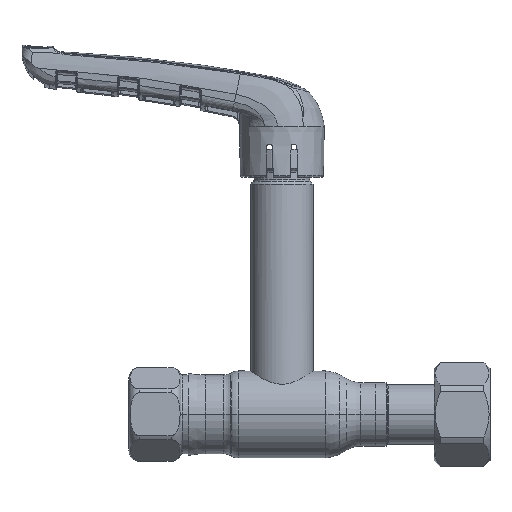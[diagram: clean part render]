
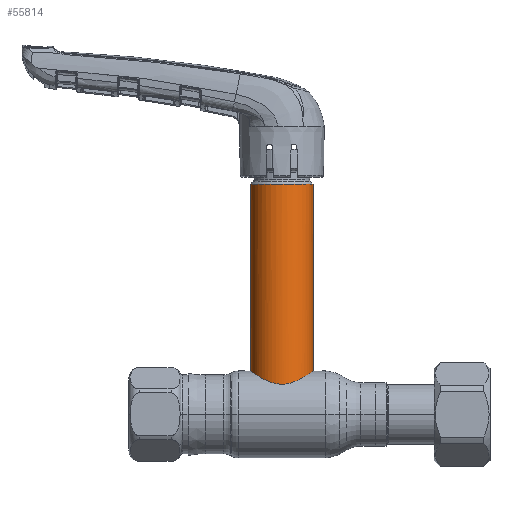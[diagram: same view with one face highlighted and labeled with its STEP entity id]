
A CAD part, top view. The second image highlights one B-rep face of the part: STEP entity #55814.
In plain terms, the highlighted cylindrical face has radius 9 mm (diameter 18 mm), a partial arc.
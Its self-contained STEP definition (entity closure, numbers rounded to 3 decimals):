
#2127 = VERTEX_POINT ( 'NONE', #37064 ) ;
#2350 = VERTEX_POINT ( 'NONE', #30074 ) ;
#2946 = CARTESIAN_POINT ( 'NONE',  ( 1.536, 8.805, 8.873 ) ) ;
#3253 = B_SPLINE_CURVE_WITH_KNOTS ( 'NONE', 3,
 ( #5123, #35897, #36376, #58125, #14793, #68618, #57643, #30690, #9315, #52466, #25202, #63136, #63376, #14558, #57175, #30924, #57889, #3639, #25455, #41821, #24740, #47282, #51755, #25691, #29989, #67929, #35419, #30446, #2946, #62646, #40892, #8381, #30217, #68154, #35659, #41123, #8612, #46572, #14083, #57405, #24965, #62888, #5035, #9993, #37055, #4344, #42512, #47725, #47954, #52927 ),
 .UNSPECIFIED., .F., .F.,
 ( 4, 2, 2, 2, 2, 2, 2, 2, 2, 2, 2, 2, 2, 2, 2, 2, 2, 2, 2, 2, 2, 2, 2, 2, 4 ),
 ( 0.029, 0.03, 0.031, 0.033, 0.034, 0.035, 0.036, 0.037, 0.038, 0.04, 0.041, 0.042, 0.044, 0.045, 0.046, 0.047, 0.048, 0.049, 0.049, 0.051, 0.053, 0.055, 0.056, 0.057, 0.059 ),
 .UNSPECIFIED. ) ;
#3639 = CARTESIAN_POINT ( 'NONE',  ( -4.549, 9.786, 7.787 ) ) ;
#4296 = DIRECTION ( 'NONE',  ( 0., -1., 0. ) ) ;
#4344 = CARTESIAN_POINT ( 'NONE',  ( 8.677, 12.269, 2.409 ) ) ;
#5035 = CARTESIAN_POINT ( 'NONE',  ( 8.041, 11.827, 4.085 ) ) ;
#5123 = CARTESIAN_POINT ( 'NONE',  ( -9., 12.5, 0. ) ) ;
#7900 = DIRECTION ( 'NONE',  ( 1., 0., 0. ) ) ;
#8381 = CARTESIAN_POINT ( 'NONE',  ( 2.986, 9.17, 8.495 ) ) ;
#8612 = CARTESIAN_POINT ( 'NONE',  ( 4.799, 9.911, 7.619 ) ) ;
#9315 = CARTESIAN_POINT ( 'NONE',  ( -8.026, 11.817, 4.084 ) ) ;
#9993 = CARTESIAN_POINT ( 'NONE',  ( 8.39, 12.068, 3.27 ) ) ;
#12457 = EDGE_CURVE ( 'NONE', #2127, #2350, #34317, .T. ) ;
#14083 = CARTESIAN_POINT ( 'NONE',  ( 5.942, 10.51, 6.783 ) ) ;
#14558 = CARTESIAN_POINT ( 'NONE',  ( -6.725, 10.975, 5.988 ) ) ;
#14793 = CARTESIAN_POINT ( 'NONE',  ( -8.875, 12.41, 1.525 ) ) ;
#18162 = VECTOR ( 'NONE', #4296, 1000. ) ;
#18372 = CARTESIAN_POINT ( 'NONE',  ( 9., 12.5, 0. ) ) ;
#20419 = CARTESIAN_POINT ( 'NONE',  ( -9., 0., 0. ) ) ;
#21406 = CARTESIAN_POINT ( 'NONE',  ( 0., 0., 0. ) ) ;
#22383 = ORIENTED_EDGE ( 'NONE', *, *, #55746, .T. ) ;
#22866 = CARTESIAN_POINT ( 'NONE',  ( 9., 66.219, 0. ) ) ;
#23313 = CARTESIAN_POINT ( 'NONE',  ( 0., 66.219, 0. ) ) ;
#24078 = EDGE_LOOP ( 'NONE', ( #51189, #67439, #22383, #24365 ) ) ;
#24365 = ORIENTED_EDGE ( 'NONE', *, *, #29734, .F. ) ;
#24740 = CARTESIAN_POINT ( 'NONE',  ( -2.965, 9.163, 8.503 ) ) ;
#24965 = CARTESIAN_POINT ( 'NONE',  ( 7.116, 11.218, 5.539 ) ) ;
#25202 = CARTESIAN_POINT ( 'NONE',  ( -7.591, 11.526, 4.844 ) ) ;
#25455 = CARTESIAN_POINT ( 'NONE',  ( -4.039, 9.556, 8.063 ) ) ;
#25691 = CARTESIAN_POINT ( 'NONE',  ( -1.217, 8.74, 8.938 ) ) ;
#26393 = DIRECTION ( 'NONE',  ( 1., 0., 0. ) ) ;
#29734 = EDGE_CURVE ( 'NONE', #62403, #49149, #55762, .T. ) ;
#29989 = CARTESIAN_POINT ( 'NONE',  ( -0.61, 8.674, 9.001 ) ) ;
#30074 = CARTESIAN_POINT ( 'NONE',  ( -9., 12.5, 0. ) ) ;
#30217 = CARTESIAN_POINT ( 'NONE',  ( 3.26, 9.264, 8.394 ) ) ;
#30446 = CARTESIAN_POINT ( 'NONE',  ( 1.237, 8.757, 8.92 ) ) ;
#30667 = EDGE_CURVE ( 'NONE', #62403, #2127, #49651, .T. ) ;
#30690 = CARTESIAN_POINT ( 'NONE',  ( -8.156, 11.907, 3.816 ) ) ;
#30924 = CARTESIAN_POINT ( 'NONE',  ( -5.926, 10.5, 6.798 ) ) ;
#32879 = VECTOR ( 'NONE', #36787, 1000. ) ;
#34246 = DIRECTION ( 'NONE',  ( 0., -1., 0. ) ) ;
#34317 = LINE ( 'NONE', #20419, #18162 ) ;
#35419 = CARTESIAN_POINT ( 'NONE',  ( 0.629, 8.692, 8.983 ) ) ;
#35659 = CARTESIAN_POINT ( 'NONE',  ( 4.05, 9.571, 8.042 ) ) ;
#35821 = AXIS2_PLACEMENT_3D ( 'NONE', #21406, #58355, #26393 ) ;
#35897 = CARTESIAN_POINT ( 'NONE',  ( -9., 12.5, 0.306 ) ) ;
#36376 = CARTESIAN_POINT ( 'NONE',  ( -8.984, 12.489, 0.611 ) ) ;
#36787 = DIRECTION ( 'NONE',  ( 0., -1., 0. ) ) ;
#37055 = CARTESIAN_POINT ( 'NONE',  ( 8.495, 12.142, 2.987 ) ) ;
#37064 = CARTESIAN_POINT ( 'NONE',  ( -9., 66.219, 0. ) ) ;
#40892 = CARTESIAN_POINT ( 'NONE',  ( 2.421, 9.002, 8.673 ) ) ;
#41123 = CARTESIAN_POINT ( 'NONE',  ( 4.553, 9.794, 7.769 ) ) ;
#41821 = CARTESIAN_POINT ( 'NONE',  ( -3.239, 9.256, 8.402 ) ) ;
#42050 = CYLINDRICAL_SURFACE ( 'NONE', #35821, 9. ) ;
#42237 = CARTESIAN_POINT ( 'NONE',  ( 9., 0., 0. ) ) ;
#42512 = CARTESIAN_POINT ( 'NONE',  ( 8.753, 12.323, 2.117 ) ) ;
#45448 = FACE_OUTER_BOUND ( 'NONE', #24078, .T. ) ;
#46572 = CARTESIAN_POINT ( 'NONE',  ( 5.507, 10.267, 7.141 ) ) ;
#47282 = CARTESIAN_POINT ( 'NONE',  ( -2.401, 8.997, 8.679 ) ) ;
#47725 = CARTESIAN_POINT ( 'NONE',  ( 8.936, 12.454, 1.229 ) ) ;
#47954 = CARTESIAN_POINT ( 'NONE',  ( 9., 12.5, 0.62 ) ) ;
#49149 = VERTEX_POINT ( 'NONE', #18372 ) ;
#49651 = CIRCLE ( 'NONE', #61968, 9. ) ;
#51189 = ORIENTED_EDGE ( 'NONE', *, *, #30667, .T. ) ;
#51755 = CARTESIAN_POINT ( 'NONE',  ( -2.108, 8.922, 8.755 ) ) ;
#52466 = CARTESIAN_POINT ( 'NONE',  ( -7.743, 11.627, 4.597 ) ) ;
#52927 = CARTESIAN_POINT ( 'NONE',  ( 9., 12.5, 0. ) ) ;
#55746 = EDGE_CURVE ( 'NONE', #2350, #49149, #3253, .T. ) ;
#55762 = LINE ( 'NONE', #42237, #32879 ) ;
#55814 = ADVANCED_FACE ( 'NONE', ( #45448 ), #42050, .T. ) ;
#57175 = CARTESIAN_POINT ( 'NONE',  ( -6.531, 10.857, 6.199 ) ) ;
#57405 = CARTESIAN_POINT ( 'NONE',  ( 6.746, 10.984, 5.984 ) ) ;
#57643 = CARTESIAN_POINT ( 'NONE',  ( -8.508, 12.149, 2.995 ) ) ;
#57889 = CARTESIAN_POINT ( 'NONE',  ( -5.49, 10.258, 7.154 ) ) ;
#58125 = CARTESIAN_POINT ( 'NONE',  ( -8.922, 12.444, 1.22 ) ) ;
#58355 = DIRECTION ( 'NONE',  ( 0., -1., 0. ) ) ;
#61968 = AXIS2_PLACEMENT_3D ( 'NONE', #23313, #34246, #7900 ) ;
#62403 = VERTEX_POINT ( 'NONE', #22866 ) ;
#62646 = CARTESIAN_POINT ( 'NONE',  ( 2.127, 8.927, 8.75 ) ) ;
#62888 = CARTESIAN_POINT ( 'NONE',  ( 7.762, 11.638, 4.591 ) ) ;
#63136 = CARTESIAN_POINT ( 'NONE',  ( -7.266, 11.315, 5.319 ) ) ;
#63376 = CARTESIAN_POINT ( 'NONE',  ( -7.092, 11.204, 5.548 ) ) ;
#67439 = ORIENTED_EDGE ( 'NONE', *, *, #12457, .T. ) ;
#67929 = CARTESIAN_POINT ( 'NONE',  ( 0.32, 8.675, 9. ) ) ;
#68154 = CARTESIAN_POINT ( 'NONE',  ( 3.792, 9.464, 8.167 ) ) ;
#68618 = CARTESIAN_POINT ( 'NONE',  ( -8.689, 12.278, 2.424 ) ) ;
